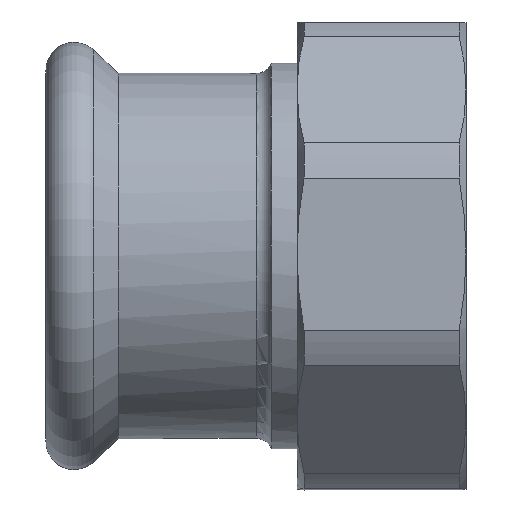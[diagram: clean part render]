
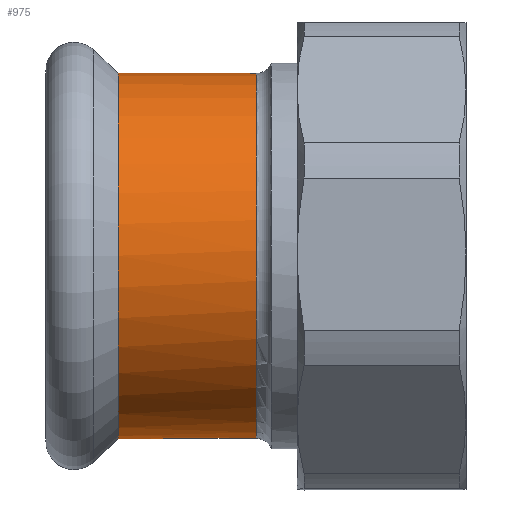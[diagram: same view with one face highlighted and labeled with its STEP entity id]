
A CAD part, front view. The second image highlights one B-rep face of the part: STEP entity #975.
In plain terms, the highlighted cylindrical face has radius 22.7 mm (diameter 45.4 mm), a full revolution.
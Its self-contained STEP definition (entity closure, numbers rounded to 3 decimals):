
#118=FACE_OUTER_BOUND('',#185,.T.);
#185=EDGE_LOOP('',(#657,#658,#659,#660,#661));
#247=LINE('',#1562,#281);
#281=VECTOR('',#1275,22.7);
#315=CIRCLE('',#1063,22.7);
#329=CIRCLE('',#1088,22.7);
#330=CIRCLE('',#1089,22.7);
#386=VERTEX_POINT('',#1519);
#397=VERTEX_POINT('',#1561);
#398=VERTEX_POINT('',#1563);
#473=EDGE_CURVE('',#386,#386,#315,.T.);
#492=EDGE_CURVE('',#386,#397,#247,.T.);
#493=EDGE_CURVE('',#397,#398,#329,.T.);
#494=EDGE_CURVE('',#398,#397,#330,.T.);
#657=ORIENTED_EDGE('',*,*,#473,.F.);
#658=ORIENTED_EDGE('',*,*,#492,.T.);
#659=ORIENTED_EDGE('',*,*,#493,.T.);
#660=ORIENTED_EDGE('',*,*,#494,.T.);
#661=ORIENTED_EDGE('',*,*,#492,.F.);
#878=CYLINDRICAL_SURFACE('',#1087,22.7);
#975=ADVANCED_FACE('',(#118),#878,.T.);
#1063=AXIS2_PLACEMENT_3D('',#1521,#1220,#1221);
#1087=AXIS2_PLACEMENT_3D('',#1560,#1273,#1274);
#1088=AXIS2_PLACEMENT_3D('',#1564,#1276,#1277);
#1089=AXIS2_PLACEMENT_3D('',#1565,#1278,#1279);
#1220=DIRECTION('center_axis',(-1.,0.,0.));
#1221=DIRECTION('ref_axis',(0.,0.98,-0.199));
#1273=DIRECTION('center_axis',(-1.,0.,0.));
#1274=DIRECTION('ref_axis',(0.,0.765,-0.644));
#1275=DIRECTION('',(1.,0.,0.));
#1276=DIRECTION('center_axis',(-1.,0.,0.));
#1277=DIRECTION('ref_axis',(0.,0.98,-0.199));
#1278=DIRECTION('center_axis',(-1.,0.,0.));
#1279=DIRECTION('ref_axis',(0.,0.98,-0.199));
#1519=CARTESIAN_POINT('',(9.007,-17.362,14.624));
#1521=CARTESIAN_POINT('Origin',(9.007,0.,0.));
#1560=CARTESIAN_POINT('Origin',(30.775,0.,0.));
#1561=CARTESIAN_POINT('',(26.126,-17.362,14.624));
#1562=CARTESIAN_POINT('',(30.775,-17.362,14.624));
#1563=CARTESIAN_POINT('',(26.126,5.45,-22.036));
#1564=CARTESIAN_POINT('Origin',(26.126,0.,0.));
#1565=CARTESIAN_POINT('Origin',(26.126,0.,0.));
